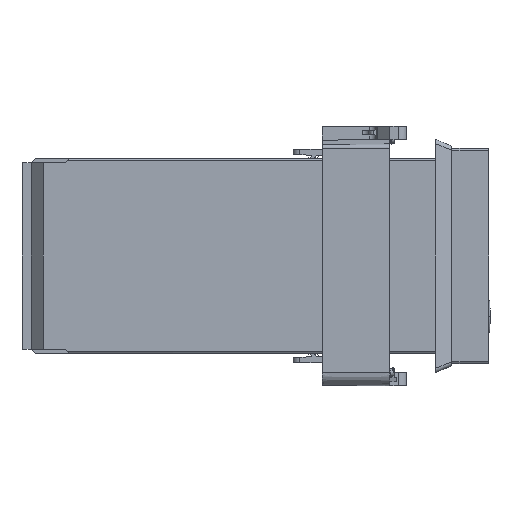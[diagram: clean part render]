
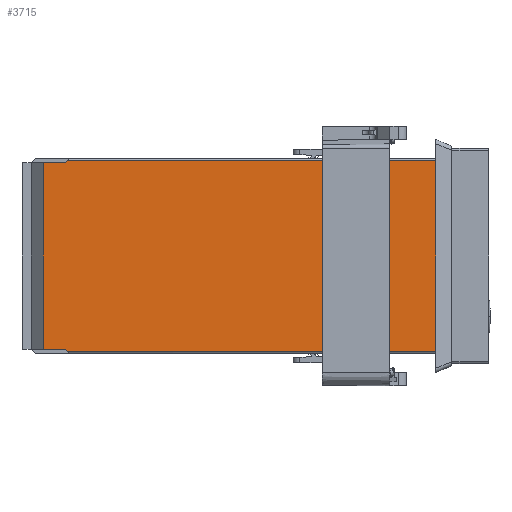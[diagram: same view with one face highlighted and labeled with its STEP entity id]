
A CAD part, front view. The second image highlights one B-rep face of the part: STEP entity #3715.
In plain terms, the highlighted planar face has unit normal (0, -1, 0).
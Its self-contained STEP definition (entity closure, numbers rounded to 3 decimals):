
#3693=AXIS2_PLACEMENT_3D('Plane Axis2P3D',#3690,#3691,#3692) ;
#133=CARTESIAN_POINT('Line Origine',(-94.25,-21.75,-21.)) ;
#137=CARTESIAN_POINT('Vertex',(-94.5,-21.75,-20.75)) ;
#139=CARTESIAN_POINT('Vertex',(-94.,-21.75,-21.25)) ;
#207=CARTESIAN_POINT('Vertex',(-9.8,-21.75,-21.25)) ;
#210=CARTESIAN_POINT('Line Origine',(-51.9,-21.75,-21.25)) ;
#297=CARTESIAN_POINT('Vertex',(-9.8,-21.75,21.25)) ;
#302=CARTESIAN_POINT('Line Origine',(-9.8,-21.75,0.)) ;
#1601=CARTESIAN_POINT('Vertex',(-94.,-21.75,21.25)) ;
#1622=CARTESIAN_POINT('Vertex',(-94.5,-21.75,20.75)) ;
#1625=CARTESIAN_POINT('Line Origine',(-94.25,-21.75,21.)) ;
#3420=CARTESIAN_POINT('Vertex',(-99.4,-21.75,-20.75)) ;
#3423=CARTESIAN_POINT('Line Origine',(-99.4,-21.75,0.)) ;
#3427=CARTESIAN_POINT('Vertex',(-99.4,-21.75,20.75)) ;
#3520=CARTESIAN_POINT('Line Origine',(-51.9,-21.75,21.25)) ;
#3690=CARTESIAN_POINT('Axis2P3D Location',(-9.8,-21.75,-21.25)) ;
#3695=CARTESIAN_POINT('Line Origine',(-96.95,-21.75,20.75)) ;
#3700=CARTESIAN_POINT('Line Origine',(-96.95,-21.75,-20.75)) ;
#134=DIRECTION('Vector Direction',(0.707,0.,-0.707)) ;
#211=DIRECTION('Vector Direction',(-1.,0.,0.)) ;
#303=DIRECTION('Vector Direction',(0.,0.,1.)) ;
#1626=DIRECTION('Vector Direction',(0.707,0.,0.707)) ;
#3424=DIRECTION('Vector Direction',(0.,0.,-1.)) ;
#3521=DIRECTION('Vector Direction',(-1.,0.,0.)) ;
#3691=DIRECTION('Axis2P3D Direction',(0.,-1.,0.)) ;
#3692=DIRECTION('Axis2P3D XDirection',(0.,0.,1.)) ;
#3696=DIRECTION('Vector Direction',(1.,0.,0.)) ;
#3701=DIRECTION('Vector Direction',(1.,0.,0.)) ;
#135=VECTOR('Line Direction',#134,1.) ;
#212=VECTOR('Line Direction',#211,1.) ;
#304=VECTOR('Line Direction',#303,1.) ;
#1627=VECTOR('Line Direction',#1626,1.) ;
#3425=VECTOR('Line Direction',#3424,1.) ;
#3522=VECTOR('Line Direction',#3521,1.) ;
#3697=VECTOR('Line Direction',#3696,1.) ;
#3702=VECTOR('Line Direction',#3701,1.) ;
#3706=ORIENTED_EDGE('',*,*,#1629,.T.) ;
#3707=ORIENTED_EDGE('',*,*,#3699,.T.) ;
#3708=ORIENTED_EDGE('',*,*,#3429,.T.) ;
#3709=ORIENTED_EDGE('',*,*,#3704,.T.) ;
#3710=ORIENTED_EDGE('',*,*,#141,.T.) ;
#3711=ORIENTED_EDGE('',*,*,#214,.F.) ;
#3712=ORIENTED_EDGE('',*,*,#306,.T.) ;
#3713=ORIENTED_EDGE('',*,*,#3524,.T.) ;
#3715=ADVANCED_FACE('Hauptk\X2\00F6\X0\rper',(#3714),#3694,.T.) ;
#141=EDGE_CURVE('',#138,#140,#136,.T.) ;
#214=EDGE_CURVE('',#208,#140,#213,.T.) ;
#306=EDGE_CURVE('',#208,#298,#305,.T.) ;
#1629=EDGE_CURVE('',#1602,#1623,#1628,.F.) ;
#3429=EDGE_CURVE('',#3428,#3421,#3426,.T.) ;
#3524=EDGE_CURVE('',#298,#1602,#3523,.T.) ;
#3699=EDGE_CURVE('',#1623,#3428,#3698,.F.) ;
#3704=EDGE_CURVE('',#3421,#138,#3703,.T.) ;
#3705=EDGE_LOOP('',(#3706,#3707,#3708,#3709,#3710,#3711,#3712,#3713)) ;
#3714=FACE_OUTER_BOUND('',#3705,.T.) ;
#136=LINE('Line',#133,#135) ;
#213=LINE('Line',#210,#212) ;
#305=LINE('Line',#302,#304) ;
#1628=LINE('Line',#1625,#1627) ;
#3426=LINE('Line',#3423,#3425) ;
#3523=LINE('Line',#3520,#3522) ;
#3698=LINE('Line',#3695,#3697) ;
#3703=LINE('Line',#3700,#3702) ;
#3694=PLANE('Plane',#3693) ;
#138=VERTEX_POINT('',#137) ;
#140=VERTEX_POINT('',#139) ;
#208=VERTEX_POINT('',#207) ;
#298=VERTEX_POINT('',#297) ;
#1602=VERTEX_POINT('',#1601) ;
#1623=VERTEX_POINT('',#1622) ;
#3421=VERTEX_POINT('',#3420) ;
#3428=VERTEX_POINT('',#3427) ;
